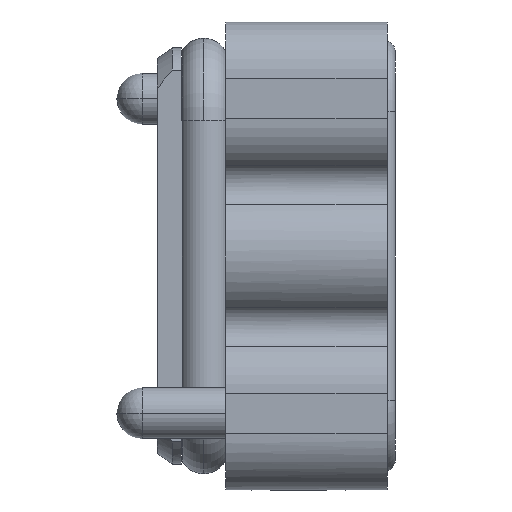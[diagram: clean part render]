
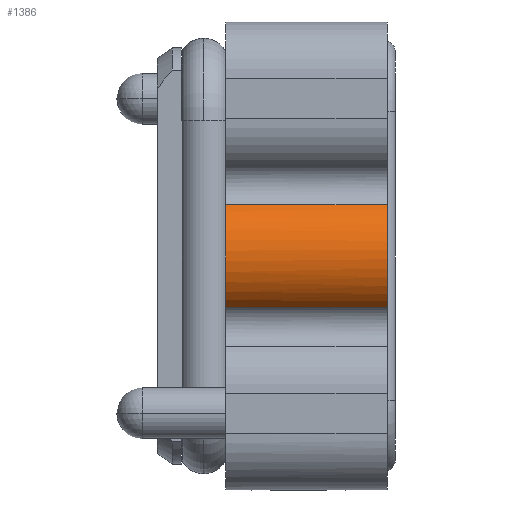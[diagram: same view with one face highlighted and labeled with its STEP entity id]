
A CAD part, left-side view. The second image highlights one B-rep face of the part: STEP entity #1386.
In plain terms, the highlighted cylindrical face has radius 8 mm (diameter 16 mm), a partial arc.
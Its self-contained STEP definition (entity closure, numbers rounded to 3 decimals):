
#354=B_SPLINE_CURVE_WITH_KNOTS('',3,(#14189,#14190,#14191,#14192),
 .UNSPECIFIED.,.F.,.F.,(4,4),(0.,1.),.UNSPECIFIED.);
#356=B_SPLINE_CURVE_WITH_KNOTS('',3,(#14201,#14202,#14203,#14204),
 .UNSPECIFIED.,.F.,.F.,(4,4),(0.,1.),.UNSPECIFIED.);
#357=B_SPLINE_CURVE_WITH_KNOTS('',3,(#14206,#14207,#14208,#14209,#14210,
#14211),.UNSPECIFIED.,.F.,.F.,(4,2,4),(0.,0.5,1.),.UNSPECIFIED.);
#911=CYLINDRICAL_SURFACE('',#10296,8.);
#1141=CIRCLE('',#10230,8.);
#1386=ADVANCED_FACE('NONE',(#2214),#911,.T.);
#2214=FACE_OUTER_BOUND('',#2731,.T.);
#2731=EDGE_LOOP('',(#3816,#3817,#3818,#3819));
#3816=ORIENTED_EDGE('',*,*,#7517,.T.);
#3817=ORIENTED_EDGE('',*,*,#7518,.T.);
#3818=ORIENTED_EDGE('',*,*,#7515,.T.);
#3819=ORIENTED_EDGE('',*,*,#7391,.F.);
#6361=VERTEX_POINT('',#13928);
#6362=VERTEX_POINT('',#13930);
#6456=VERTEX_POINT('',#14193);
#6457=VERTEX_POINT('',#14205);
#7391=EDGE_CURVE('NONE',#6361,#6362,#1141,.T.);
#7515=EDGE_CURVE('NONE',#6456,#6362,#354,.T.);
#7517=EDGE_CURVE('NONE',#6361,#6457,#356,.T.);
#7518=EDGE_CURVE('NONE',#6457,#6456,#357,.T.);
#10230=AXIS2_PLACEMENT_3D('',#13929,#11378,#11379);
#10296=AXIS2_PLACEMENT_3D('',#14212,#11595,#11596);
#11378=DIRECTION('',(0.,1.,0.));
#11379=DIRECTION('',(0.,0.,1.));
#11595=DIRECTION('',(0.,1.,0.));
#11596=DIRECTION('',(0.,0.,1.));
#13928=CARTESIAN_POINT('',(-79.844,110.,-6.367));
#13929=CARTESIAN_POINT('',(-75.,110.,0.));
#13930=CARTESIAN_POINT('',(-79.844,110.,6.367));
#14189=CARTESIAN_POINT('',(-79.844,90.,6.367));
#14190=CARTESIAN_POINT('',(-79.844,96.667,6.367));
#14191=CARTESIAN_POINT('',(-79.844,103.333,6.367));
#14192=CARTESIAN_POINT('',(-79.844,110.,6.367));
#14193=CARTESIAN_POINT('',(-79.844,90.,6.367));
#14201=CARTESIAN_POINT('',(-79.844,110.,-6.367));
#14202=CARTESIAN_POINT('',(-79.844,103.333,-6.367));
#14203=CARTESIAN_POINT('',(-79.844,96.667,-6.367));
#14204=CARTESIAN_POINT('',(-79.844,90.,-6.367));
#14205=CARTESIAN_POINT('',(-79.844,90.,-6.367));
#14206=CARTESIAN_POINT('',(-79.844,90.,-6.367));
#14207=CARTESIAN_POINT('',(-81.797,90.,-4.881));
#14208=CARTESIAN_POINT('',(-83.,90.,-2.455));
#14209=CARTESIAN_POINT('',(-83.,90.,2.455));
#14210=CARTESIAN_POINT('',(-81.797,90.,4.881));
#14211=CARTESIAN_POINT('',(-79.844,90.,6.367));
#14212=CARTESIAN_POINT('',(-75.,110.,0.));
